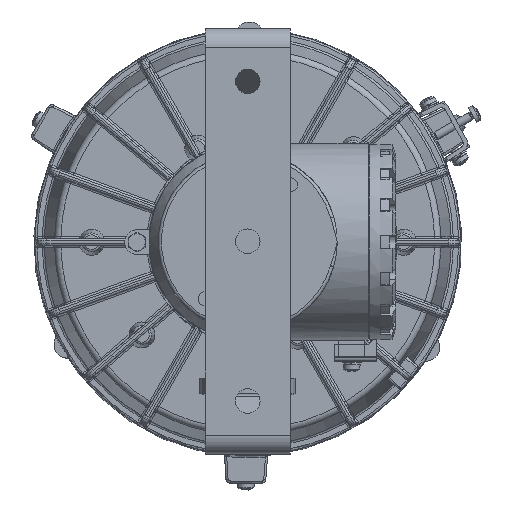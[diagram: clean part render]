
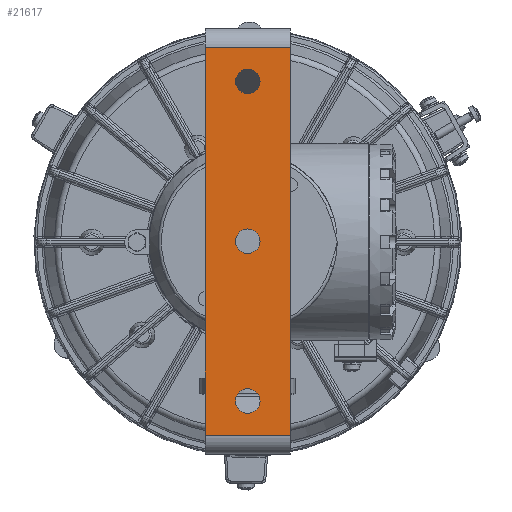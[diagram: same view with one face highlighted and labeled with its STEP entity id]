
A CAD part, top view. The second image highlights one B-rep face of the part: STEP entity #21617.
In plain terms, the highlighted planar face has unit normal (0, 0, 1).
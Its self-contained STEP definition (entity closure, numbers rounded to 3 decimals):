
#20973=CARTESIAN_POINT('',(-20.,-91.0,338.162));
#20974=VERTEX_POINT('',#20973);
#20982=CARTESIAN_POINT('',(-20.,91.,338.162));
#20983=VERTEX_POINT('',#20982);
#20984=CARTESIAN_POINT('',(-20.,91.,338.162));
#20985=DIRECTION('',(0.0,-1.0,0.0));
#20986=VECTOR('',#20985,182.);
#20987=LINE('',#20984,#20986);
#20988=EDGE_CURVE('',#20983,#20974,#20987,.T.);
#21160=CARTESIAN_POINT('',(5.75,-75.,338.162));
#21161=VERTEX_POINT('',#21160);
#21162=CARTESIAN_POINT('',(0.,-75.,338.162));
#21163=DIRECTION('',(0.0,0.0,-1.0));
#21164=DIRECTION('',(-1.0,0.0,0.0));
#21165=AXIS2_PLACEMENT_3D('',#21162,#21163,#21164);
#21166=CIRCLE('',#21165,5.75);
#21167=EDGE_CURVE('',#21161,#21161,#21166,.T.);
#21188=CARTESIAN_POINT('',(5.75,75.,338.162));
#21189=VERTEX_POINT('',#21188);
#21190=CARTESIAN_POINT('',(0.,75.,338.162));
#21191=DIRECTION('',(0.0,0.0,-1.0));
#21192=DIRECTION('',(-1.0,0.0,0.0));
#21193=AXIS2_PLACEMENT_3D('',#21190,#21191,#21192);
#21194=CIRCLE('',#21193,5.75);
#21195=EDGE_CURVE('',#21189,#21189,#21194,.T.);
#21216=CARTESIAN_POINT('',(5.75,0.,338.162));
#21217=VERTEX_POINT('',#21216);
#21218=CARTESIAN_POINT('',(0.,0.,338.162));
#21219=DIRECTION('',(0.0,0.0,-1.0));
#21220=DIRECTION('',(-1.0,0.0,0.0));
#21221=AXIS2_PLACEMENT_3D('',#21218,#21219,#21220);
#21222=CIRCLE('',#21221,5.75);
#21223=EDGE_CURVE('',#21217,#21217,#21222,.T.);
#21401=CARTESIAN_POINT('',(20.,91.,338.162));
#21402=VERTEX_POINT('',#21401);
#21410=CARTESIAN_POINT('',(20.,-91.0,338.162));
#21411=VERTEX_POINT('',#21410);
#21412=CARTESIAN_POINT('',(20.,-91.0,338.162));
#21413=DIRECTION('',(0.0,1.0,0.0));
#21414=VECTOR('',#21413,182.);
#21415=LINE('',#21412,#21414);
#21416=EDGE_CURVE('',#21411,#21402,#21415,.T.);
#21581=CARTESIAN_POINT('',(20.,-91.,338.162));
#21582=DIRECTION('',(-1.0,0.0,0.0));
#21583=VECTOR('',#21582,40.0);
#21584=LINE('',#21581,#21583);
#21585=EDGE_CURVE('',#21411,#20974,#21584,.T.);
#21592=CARTESIAN_POINT('',(-20.,-100.,338.162));
#21593=DIRECTION('',(0.0,0.0,1.0));
#21594=DIRECTION('',(1.0,0.0,0.0));
#21595=AXIS2_PLACEMENT_3D('',#21592,#21593,#21594);
#21596=PLANE('',#21595);
#21597=ORIENTED_EDGE('',*,*,#21585,.F.);
#21598=ORIENTED_EDGE('',*,*,#21416,.T.);
#21599=CARTESIAN_POINT('',(-20.,91.,338.162));
#21600=DIRECTION('',(1.0,0.0,0.0));
#21601=VECTOR('',#21600,40.0);
#21602=LINE('',#21599,#21601);
#21603=EDGE_CURVE('',#20983,#21402,#21602,.T.);
#21604=ORIENTED_EDGE('',*,*,#21603,.F.);
#21605=ORIENTED_EDGE('',*,*,#20988,.T.);
#21606=EDGE_LOOP('',(#21597,#21598,#21604,#21605));
#21607=FACE_OUTER_BOUND('',#21606,.T.);
#21608=ORIENTED_EDGE('',*,*,#21167,.T.);
#21609=EDGE_LOOP('',(#21608));
#21610=FACE_BOUND('',#21609,.T.);
#21611=ORIENTED_EDGE('',*,*,#21195,.T.);
#21612=EDGE_LOOP('',(#21611));
#21613=FACE_BOUND('',#21612,.T.);
#21614=ORIENTED_EDGE('',*,*,#21223,.T.);
#21615=EDGE_LOOP('',(#21614));
#21616=FACE_BOUND('',#21615,.T.);
#21617=ADVANCED_FACE('',(#21607,#21610,#21613,#21616),#21596,.T.);
